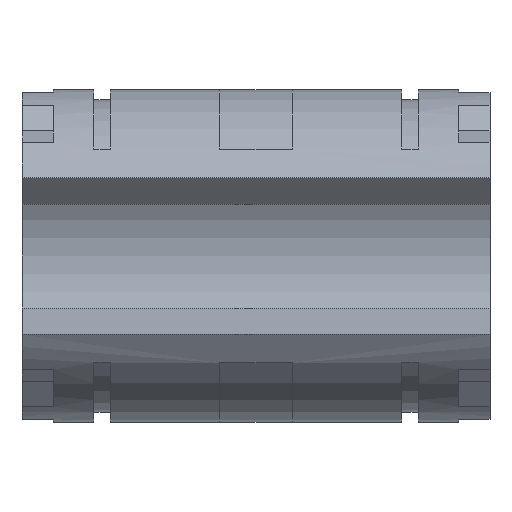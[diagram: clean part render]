
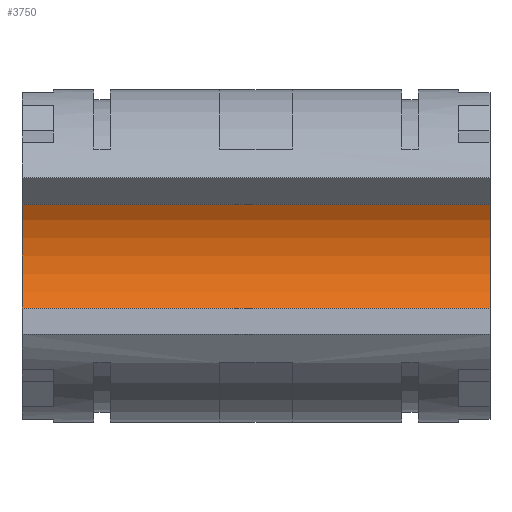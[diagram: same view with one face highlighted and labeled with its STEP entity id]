
A CAD part, front view. The second image highlights one B-rep face of the part: STEP entity #3750.
In plain terms, the highlighted cylindrical face has radius 10 mm (diameter 20 mm), a partial arc.
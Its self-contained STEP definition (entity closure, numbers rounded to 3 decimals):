
#3654 = VERTEX_POINT ( 'NONE', #4610 ) ;
#3750 = ADVANCED_FACE ( 'NONE', ( #4790 ), #4775, .F. ) ;
#3751 = ORIENTED_EDGE ( 'NONE', *, *, #3769, .F. ) ;
#3769 = EDGE_CURVE ( 'NONE', #3790, #3654, #4861, .T. ) ;
#3772 = EDGE_CURVE ( 'NONE', #3790, #3773, #4856, .T. ) ;
#3773 = VERTEX_POINT ( 'NONE', #4852 ) ;
#3784 = ORIENTED_EDGE ( 'NONE', *, *, #3785, .T. ) ;
#3785 = EDGE_CURVE ( 'NONE', #3773, #3807, #4845, .T. ) ;
#3787 = EDGE_LOOP ( 'NONE', ( #3806, #3751, #3796, #3784 ) ) ;
#3790 = VERTEX_POINT ( 'NONE', #4840 ) ;
#3796 = ORIENTED_EDGE ( 'NONE', *, *, #3772, .T. ) ;
#3806 = ORIENTED_EDGE ( 'NONE', *, *, #3814, .F. ) ;
#3807 = VERTEX_POINT ( 'NONE', #4832 ) ;
#3814 = EDGE_CURVE ( 'NONE', #3654, #3807, #4890, .T. ) ;
#4610 = CARTESIAN_POINT ( 'NONE',  ( 22.5, 0., -10. ) ) ;
#4775 = CYLINDRICAL_SURFACE ( 'NONE', #4830, 10. ) ;
#4790 = FACE_OUTER_BOUND ( 'NONE', #3787, .T. ) ;
#4827 = DIRECTION ( 'NONE',  ( 0., 0., 1. ) ) ;
#4828 = DIRECTION ( 'NONE',  ( -1., 0., 0. ) ) ;
#4829 = CARTESIAN_POINT ( 'NONE',  ( 0., 0., 0. ) ) ;
#4830 = AXIS2_PLACEMENT_3D ( 'NONE', #4829, #4828, #4827 ) ;
#4832 = CARTESIAN_POINT ( 'NONE',  ( -22.5, 0., -10. ) ) ;
#4840 = CARTESIAN_POINT ( 'NONE',  ( 22.5, 0., 10. ) ) ;
#4841 = DIRECTION ( 'NONE',  ( 0., 0., 1. ) ) ;
#4842 = DIRECTION ( 'NONE',  ( -1., 0., 0. ) ) ;
#4843 = CARTESIAN_POINT ( 'NONE',  ( -22.5, 0., 0. ) ) ;
#4844 = AXIS2_PLACEMENT_3D ( 'NONE', #4843, #4842, #4841 ) ;
#4845 = CIRCLE ( 'NONE', #4844, 10. ) ;
#4852 = CARTESIAN_POINT ( 'NONE',  ( -22.5, 0., 10. ) ) ;
#4853 = DIRECTION ( 'NONE',  ( -1., 0., 0. ) ) ;
#4854 = VECTOR ( 'NONE', #4853, 1000. ) ;
#4855 = CARTESIAN_POINT ( 'NONE',  ( 0., 0., 10. ) ) ;
#4856 = LINE ( 'NONE', #4855, #4854 ) ;
#4857 = DIRECTION ( 'NONE',  ( 0., 0., 1. ) ) ;
#4858 = DIRECTION ( 'NONE',  ( -1., 0., 0. ) ) ;
#4859 = CARTESIAN_POINT ( 'NONE',  ( 22.5, 0., 0. ) ) ;
#4860 = AXIS2_PLACEMENT_3D ( 'NONE', #4859, #4858, #4857 ) ;
#4861 = CIRCLE ( 'NONE', #4860, 10. ) ;
#4887 = DIRECTION ( 'NONE',  ( -1., 0., 0. ) ) ;
#4888 = VECTOR ( 'NONE', #4887, 1000. ) ;
#4889 = CARTESIAN_POINT ( 'NONE',  ( 0., 0., -10. ) ) ;
#4890 = LINE ( 'NONE', #4889, #4888 ) ;
